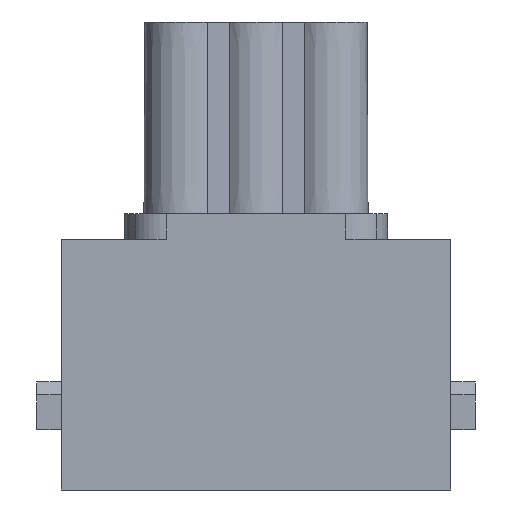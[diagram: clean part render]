
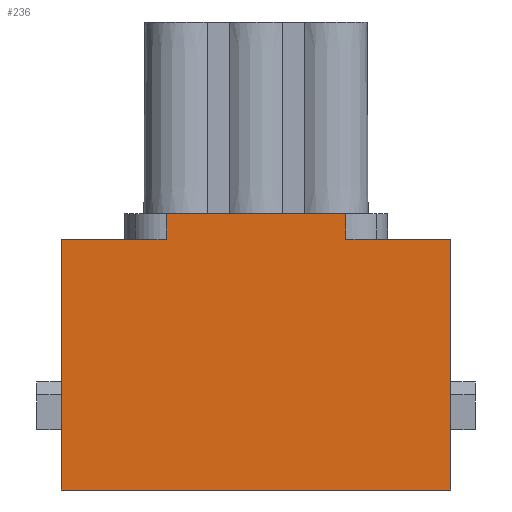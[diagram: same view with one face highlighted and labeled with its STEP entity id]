
A CAD part, left-side view. The second image highlights one B-rep face of the part: STEP entity #236.
In plain terms, the highlighted planar face has unit normal (-1, 0, 0).
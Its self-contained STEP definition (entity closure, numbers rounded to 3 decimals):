
#114=CARTESIAN_POINT('',(-7.3,38.263,-15.15));
#115=VERTEX_POINT('',#114);
#116=CARTESIAN_POINT('',(-7.3,18.963,-15.15));
#117=VERTEX_POINT('',#116);
#118=CARTESIAN_POINT('',(-7.3,38.263,-15.15));
#119=DIRECTION('',(-0.,-1.,-0.));
#120=VECTOR('',#119,19.3);
#121=LINE('',#118,#120);
#122=EDGE_CURVE('',#115,#117,#121,.T.);
#148=CARTESIAN_POINT('',(-7.3,18.763,-15.15));
#149=VERTEX_POINT('',#148);
#156=CARTESIAN_POINT('',(-7.3,18.763,-15.15));
#157=DIRECTION('',(0.,1.,0.));
#158=VECTOR('',#157,0.2);
#159=LINE('',#156,#158);
#160=EDGE_CURVE('',#149,#117,#159,.T.);
#165=CARTESIAN_POINT('',(-7.3,36.263,-4.218));
#166=DIRECTION('',(1.,-0.,0.));
#167=DIRECTION('',(-0.,-1.,0.));
#168=AXIS2_PLACEMENT_3D('',#165,#166,#167);
#169=PLANE('',#168);
#170=CARTESIAN_POINT('',(-7.3,38.263,15.15));
#171=VERTEX_POINT('',#170);
#172=CARTESIAN_POINT('',(-7.3,18.963,15.15));
#173=VERTEX_POINT('',#172);
#174=CARTESIAN_POINT('',(-7.3,38.263,15.15));
#175=DIRECTION('',(-0.,-1.,-0.));
#176=VECTOR('',#175,19.3);
#177=LINE('',#174,#176);
#178=EDGE_CURVE('',#171,#173,#177,.T.);
#179=ORIENTED_EDGE('',*,*,#178,.F.);
#180=CARTESIAN_POINT('',(-7.3,38.263,15.15));
#181=DIRECTION('',(0.,0.,-1.));
#182=VECTOR('',#181,30.3);
#183=LINE('',#180,#182);
#184=EDGE_CURVE('',#171,#115,#183,.T.);
#185=ORIENTED_EDGE('',*,*,#184,.T.);
#186=ORIENTED_EDGE('',*,*,#122,.T.);
#187=ORIENTED_EDGE('',*,*,#160,.F.);
#188=CARTESIAN_POINT('',(-7.3,18.763,-6.995));
#189=VERTEX_POINT('',#188);
#190=CARTESIAN_POINT('',(-7.3,18.763,-6.995));
#191=DIRECTION('',(0.,0.,-1.));
#192=VECTOR('',#191,8.155);
#193=LINE('',#190,#192);
#194=EDGE_CURVE('',#189,#149,#193,.T.);
#195=ORIENTED_EDGE('',*,*,#194,.F.);
#196=CARTESIAN_POINT('',(-7.3,16.763,-6.995));
#197=VERTEX_POINT('',#196);
#198=CARTESIAN_POINT('',(-7.3,18.763,-6.995));
#199=DIRECTION('',(-0.,-1.,0.));
#200=VECTOR('',#199,2.);
#201=LINE('',#198,#200);
#202=EDGE_CURVE('',#189,#197,#201,.T.);
#203=ORIENTED_EDGE('',*,*,#202,.T.);
#204=CARTESIAN_POINT('',(-7.3,16.763,6.995));
#205=VERTEX_POINT('',#204);
#206=CARTESIAN_POINT('',(-7.3,16.763,6.995));
#207=DIRECTION('',(0.,0.,-1.));
#208=VECTOR('',#207,13.99);
#209=LINE('',#206,#208);
#210=EDGE_CURVE('',#205,#197,#209,.T.);
#211=ORIENTED_EDGE('',*,*,#210,.F.);
#212=CARTESIAN_POINT('',(-7.3,18.763,6.995));
#213=VERTEX_POINT('',#212);
#214=CARTESIAN_POINT('',(-7.3,18.763,6.995));
#215=DIRECTION('',(-0.,-1.,0.));
#216=VECTOR('',#215,2.);
#217=LINE('',#214,#216);
#218=EDGE_CURVE('',#213,#205,#217,.T.);
#219=ORIENTED_EDGE('',*,*,#218,.F.);
#220=CARTESIAN_POINT('',(-7.3,18.763,15.15));
#221=VERTEX_POINT('',#220);
#222=CARTESIAN_POINT('',(-7.3,18.763,15.15));
#223=DIRECTION('',(0.,0.,-1.));
#224=VECTOR('',#223,8.155);
#225=LINE('',#222,#224);
#226=EDGE_CURVE('',#221,#213,#225,.T.);
#227=ORIENTED_EDGE('',*,*,#226,.F.);
#228=CARTESIAN_POINT('',(-7.3,18.763,15.15));
#229=DIRECTION('',(0.,1.,0.));
#230=VECTOR('',#229,0.2);
#231=LINE('',#228,#230);
#232=EDGE_CURVE('',#221,#173,#231,.T.);
#233=ORIENTED_EDGE('',*,*,#232,.T.);
#234=EDGE_LOOP('',(#179,#185,#186,#187,#195,#203,#211,#219,#227,#233));
#235=FACE_BOUND('',#234,.T.);
#236=ADVANCED_FACE('',(#235),#169,.F.);
